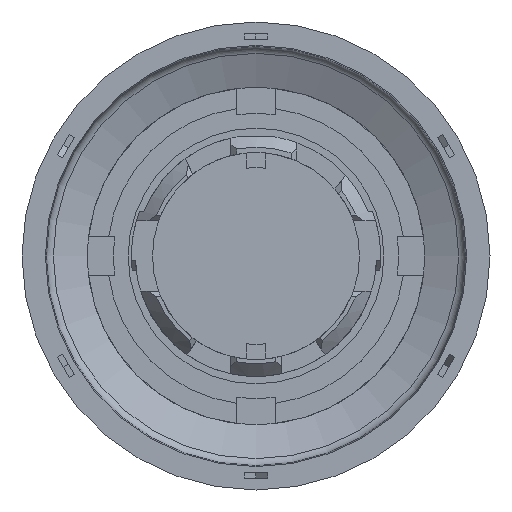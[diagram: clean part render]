
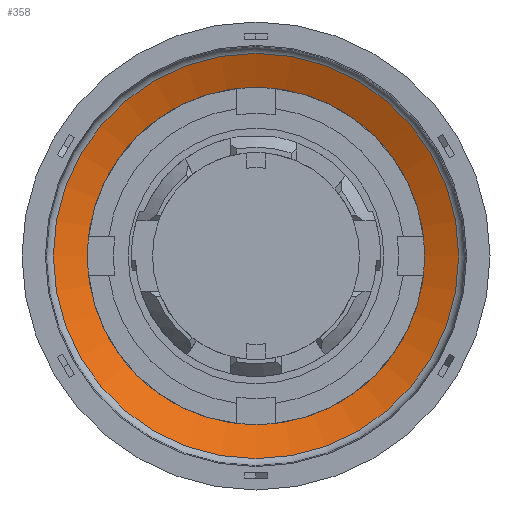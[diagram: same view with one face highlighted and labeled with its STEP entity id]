
A CAD part, front view. The second image highlights one B-rep face of the part: STEP entity #358.
In plain terms, the highlighted conical face has half-angle 66.457 degrees and reference radius 17.322 mm.
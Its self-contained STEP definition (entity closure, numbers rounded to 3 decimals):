
#358 = ADVANCED_FACE( '', ( #785, #786 ), #787, .F. );
#785 = FACE_OUTER_BOUND( '', #1315, .T. );
#786 = FACE_BOUND( '', #1316, .T. );
#787 = CONICAL_SURFACE( '', #1317, 17.322, 1.16 );
#1315 = EDGE_LOOP( '', ( #2329 ) );
#1316 = EDGE_LOOP( '', ( #2330 ) );
#1317 = AXIS2_PLACEMENT_3D( '', #2331, #2332, #2333 );
#2329 = ORIENTED_EDGE( '', *, *, #3098, .F. );
#2330 = ORIENTED_EDGE( '', *, *, #3286, .T. );
#2331 = CARTESIAN_POINT( '', ( 0., 16.085, 0. ) );
#2332 = DIRECTION( '', ( 0., -1., 0. ) );
#2333 = DIRECTION( '', ( 0., 0., -1. ) );
#3098 = EDGE_CURVE( '', #3786, #3786, #3787, .T. );
#3286 = EDGE_CURVE( '', #4058, #4058, #4059, .T. );
#3786 = VERTEX_POINT( '', #4702 );
#3787 = CIRCLE( '', #4703, 17.322 );
#4058 = VERTEX_POINT( '', #5101 );
#4059 = CIRCLE( '', #5102, 12.08 );
#4702 = CARTESIAN_POINT( '', ( 0., 16.085, 17.322 ) );
#4703 = AXIS2_PLACEMENT_3D( '', #5579, #5580, #5581 );
#5101 = CARTESIAN_POINT( '', ( 0., 18.369, 12.08 ) );
#5102 = AXIS2_PLACEMENT_3D( '', #5787, #5788, #5789 );
#5579 = CARTESIAN_POINT( '', ( 0., 16.085, 0. ) );
#5580 = DIRECTION( '', ( 0., 1., 0. ) );
#5581 = DIRECTION( '', ( 0., 0., 1. ) );
#5787 = CARTESIAN_POINT( '', ( 0., 18.369, 0. ) );
#5788 = DIRECTION( '', ( 0., 1., 0. ) );
#5789 = DIRECTION( '', ( 0., 0., 1. ) );
